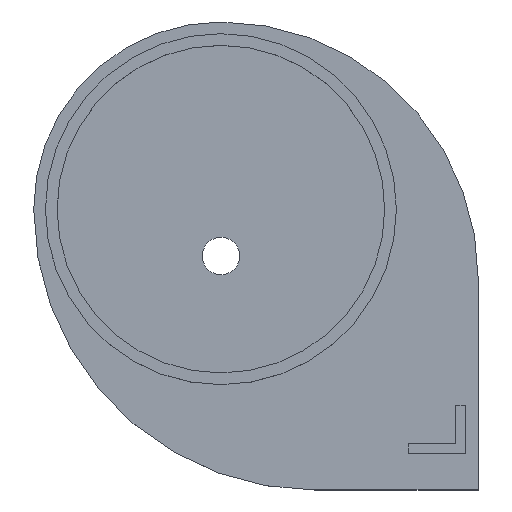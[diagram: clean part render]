
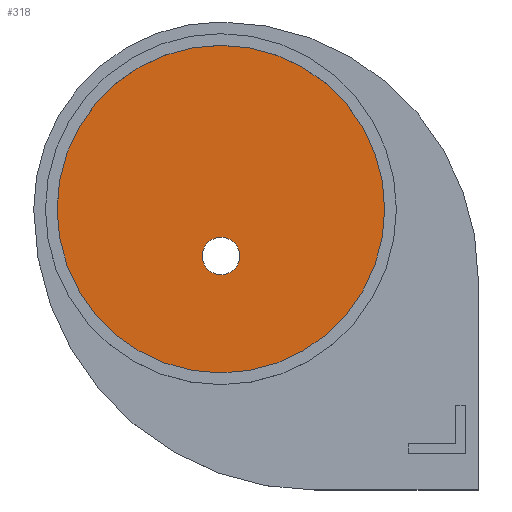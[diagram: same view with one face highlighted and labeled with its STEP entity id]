
A CAD part, top view. The second image highlights one B-rep face of the part: STEP entity #318.
In plain terms, the highlighted planar face has unit normal (0, 0, 1).
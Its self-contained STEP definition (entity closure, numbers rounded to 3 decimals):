
#19=FACE_BOUND('',#67,.T.);
#25=PLANE('',#362);
#43=FACE_OUTER_BOUND('',#66,.T.);
#66=EDGE_LOOP('',(#266));
#67=EDGE_LOOP('',(#267));
#145=CIRCLE('',#358,35.);
#147=CIRCLE('',#363,4.);
#167=VERTEX_POINT('',#518);
#169=VERTEX_POINT('',#527);
#201=EDGE_CURVE('',#167,#167,#145,.T.);
#204=EDGE_CURVE('',#169,#169,#147,.T.);
#266=ORIENTED_EDGE('',*,*,#201,.T.);
#267=ORIENTED_EDGE('',*,*,#204,.T.);
#318=ADVANCED_FACE('',(#43,#19),#25,.T.);
#358=AXIS2_PLACEMENT_3D('',#520,#424,#425);
#362=AXIS2_PLACEMENT_3D('',#526,#433,#434);
#363=AXIS2_PLACEMENT_3D('',#528,#435,#436);
#424=DIRECTION('center_axis',(0.,0.,
1.));
#425=DIRECTION('ref_axis',(0.,1.,0.));
#433=DIRECTION('center_axis',(0.,0.,
1.));
#434=DIRECTION('ref_axis',(0.,1.,0.));
#435=DIRECTION('center_axis',(0.,0.,
-1.));
#436=DIRECTION('ref_axis',(0.,1.,0.));
#518=CARTESIAN_POINT('',(549.826,225.,31.957));
#520=CARTESIAN_POINT('Origin',(549.826,260.,31.957));
#526=CARTESIAN_POINT('Origin',(549.826,250.,31.957));
#527=CARTESIAN_POINT('',(549.826,246.,31.957));
#528=CARTESIAN_POINT('Origin',(549.826,250.,31.957));
